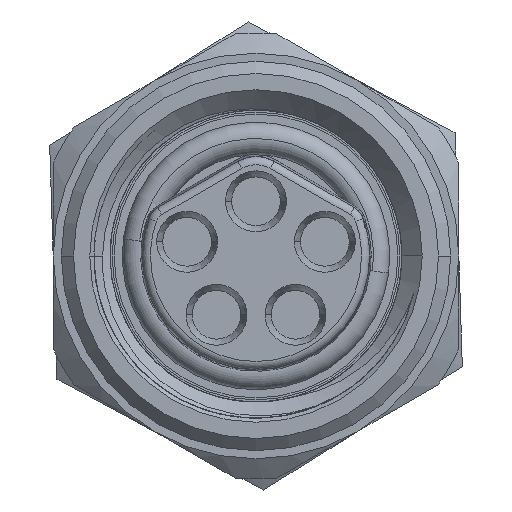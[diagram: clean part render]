
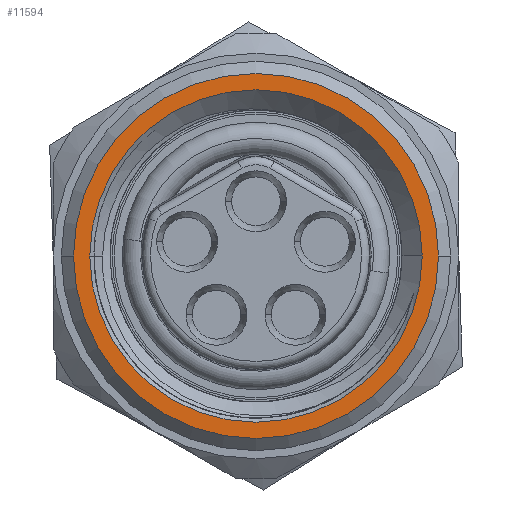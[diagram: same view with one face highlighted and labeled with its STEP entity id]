
A CAD part, left-side view. The second image highlights one B-rep face of the part: STEP entity #11594.
In plain terms, the highlighted planar face has unit normal (-1, 0, 0).
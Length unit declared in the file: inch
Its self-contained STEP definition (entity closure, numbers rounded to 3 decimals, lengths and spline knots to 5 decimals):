
#987=CARTESIAN_POINT('',(-0.26378,0.,0.));
#988=DIRECTION('',(-1.,0.,0.));
#989=DIRECTION('',(0.,-1.,0.));
#990=AXIS2_PLACEMENT_3D('',#987,#988,#989);
#992=CARTESIAN_POINT('',(-0.26378,0.,0.));
#993=DIRECTION('',(-1.,0.,0.));
#994=DIRECTION('',(0.,1.,0.));
#995=AXIS2_PLACEMENT_3D('',#992,#993,#994);
#997=CARTESIAN_POINT('',(-0.26378,0.,0.));
#998=DIRECTION('',(-1.,0.,0.));
#999=DIRECTION('',(0.,-1.,0.));
#1000=AXIS2_PLACEMENT_3D('',#997,#998,#999);
#1002=CARTESIAN_POINT('',(-0.26378,0.,0.));
#1003=DIRECTION('',(-1.,0.,0.));
#1004=DIRECTION('',(0.,1.,0.));
#1005=AXIS2_PLACEMENT_3D('',#1002,#1003,#1004);
#9600=CARTESIAN_POINT('',(-0.26378,-0.17717,0.));
#9601=CARTESIAN_POINT('',(-0.26378,0.17717,0.));
#9602=VERTEX_POINT('',#9600);
#9603=VERTEX_POINT('',#9601);
#9608=CARTESIAN_POINT('',(-0.26378,-0.16142,0.));
#9609=CARTESIAN_POINT('',(-0.26378,0.16142,0.));
#9610=VERTEX_POINT('',#9608);
#9611=VERTEX_POINT('',#9609);
#11578=CARTESIAN_POINT('',(-0.26378,0.,0.));
#11579=DIRECTION('',(1.,0.,0.));
#11580=DIRECTION('',(0.,-1.,0.));
#11581=AXIS2_PLACEMENT_3D('',#11578,#11579,#11580);
#11582=PLANE('',#11581);
#11583=ORIENTED_EDGE('',*,*,#11568,.F.);
#11585=ORIENTED_EDGE('',*,*,#11584,.F.);
#11586=EDGE_LOOP('',(#11583,#11585));
#11587=FACE_OUTER_BOUND('',#11586,.F.);
#11589=ORIENTED_EDGE('',*,*,#11588,.T.);
#11591=ORIENTED_EDGE('',*,*,#11590,.T.);
#11592=EDGE_LOOP('',(#11589,#11591));
#11593=FACE_BOUND('',#11592,.F.);
#11594=ADVANCED_FACE('',(#11587,#11593),#11582,.F.);
#991=CIRCLE('',#990,0.17717);
#996=CIRCLE('',#995,0.17717);
#1001=CIRCLE('',#1000,0.16142);
#1006=CIRCLE('',#1005,0.16142);
#11568=EDGE_CURVE('',#9602,#9603,#991,.T.);
#11584=EDGE_CURVE('',#9603,#9602,#996,.T.);
#11588=EDGE_CURVE('',#9610,#9611,#1001,.T.);
#11590=EDGE_CURVE('',#9611,#9610,#1006,.T.);
